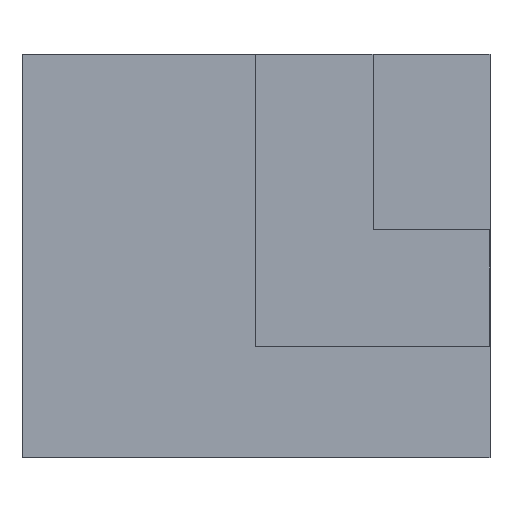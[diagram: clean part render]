
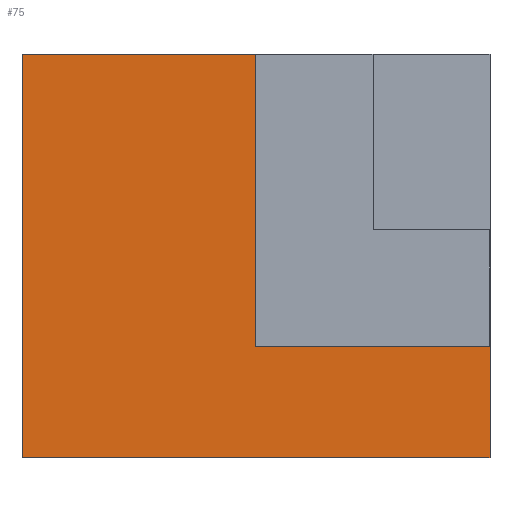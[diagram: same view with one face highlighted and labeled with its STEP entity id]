
A CAD part, front view. The second image highlights one B-rep face of the part: STEP entity #75.
In plain terms, the highlighted planar face has unit normal (0, -1, 0).
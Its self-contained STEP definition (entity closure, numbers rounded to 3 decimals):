
#75=ADVANCED_FACE('',(#2998),#3000,.F.);
#2998=FACE_BOUND('',#2999,.T.);
#2999=EDGE_LOOP('',(#7583,#7584,#7585,#7586,#7587,#7588));
#3000=PLANE('',#3001);
#3001=AXIS2_PLACEMENT_3D('',#3002,#3003,#3004);
#3002=CARTESIAN_POINT('',(-2.,-5.,3.45));
#3003=DIRECTION('',(0.,1.,0.));
#3004=DIRECTION('',(0.,-0.,1.));
#7583=ORIENTED_EDGE('',*,*,#9302,.F.);
#7584=ORIENTED_EDGE('',*,*,#9089,.T.);
#7585=ORIENTED_EDGE('',*,*,#9303,.T.);
#7586=ORIENTED_EDGE('',*,*,#9304,.F.);
#7587=ORIENTED_EDGE('',*,*,#9305,.F.);
#7588=ORIENTED_EDGE('',*,*,#9306,.F.);
#9089=EDGE_CURVE('',#9961,#9965,#9967,.T.);
#9302=EDGE_CURVE('',#9961,#10391,#10392,.T.);
#9303=EDGE_CURVE('',#9965,#10393,#10394,.T.);
#9304=EDGE_CURVE('',#10395,#10393,#10396,.T.);
#9305=EDGE_CURVE('',#10397,#10395,#10398,.T.);
#9306=EDGE_CURVE('',#10391,#10397,#10399,.T.);
#9961=VERTEX_POINT('',#11421);
#9965=VERTEX_POINT('',#11429);
#9967=LINE('',#11433,#11434);
#10391=VERTEX_POINT('',#14333);
#10392=LINE('',#14334,#14335);
#10393=VERTEX_POINT('',#14337);
#10394=LINE('',#14338,#14339);
#10395=VERTEX_POINT('',#14341);
#10396=LINE('',#14342,#14343);
#10397=VERTEX_POINT('',#14345);
#10398=LINE('',#14346,#14347);
#10399=LINE('',#14349,#14350);
#11421=CARTESIAN_POINT('',(-2.,-5.,3.45));
#11429=CARTESIAN_POINT('',(-2.,-5.,0.));
#11433=CARTESIAN_POINT('',(-2.,-5.,3.45));
#11434=VECTOR('',#11435,1.);
#11435=DIRECTION('',(0.,0.,-1.));
#14333=CARTESIAN_POINT('',(0.,-5.,3.45));
#14334=CARTESIAN_POINT('',(-2.,-5.,3.45));
#14335=VECTOR('',#14336,1.);
#14336=DIRECTION('',(1.,0.,0.));
#14337=CARTESIAN_POINT('',(2.,-5.,0.));
#14338=CARTESIAN_POINT('',(-2.,-5.,0.));
#14339=VECTOR('',#14340,1.);
#14340=DIRECTION('',(1.,0.,0.));
#14341=CARTESIAN_POINT('',(2.,-5.,0.95));
#14342=CARTESIAN_POINT('',(2.,-5.,0.95));
#14343=VECTOR('',#14344,1.);
#14344=DIRECTION('',(0.,0.,-1.));
#14345=CARTESIAN_POINT('',(0.,-5.,0.95));
#14346=CARTESIAN_POINT('',(0.,-5.,0.95));
#14347=VECTOR('',#14348,1.);
#14348=DIRECTION('',(1.,0.,0.));
#14349=CARTESIAN_POINT('',(0.,-5.,3.45));
#14350=VECTOR('',#14351,1.);
#14351=DIRECTION('',(0.,0.,-1.));
